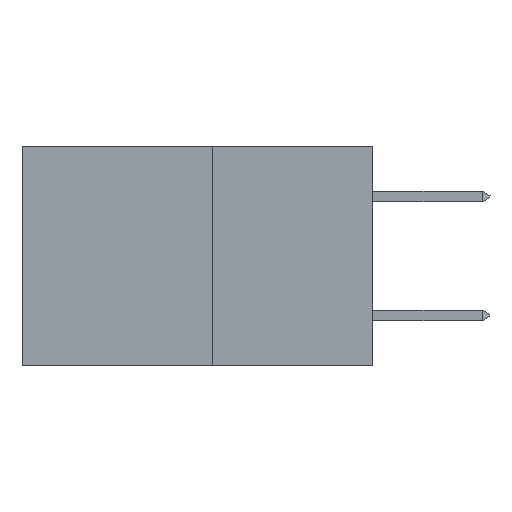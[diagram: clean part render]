
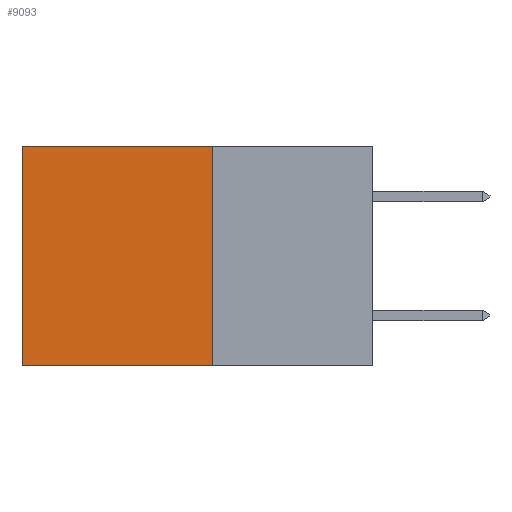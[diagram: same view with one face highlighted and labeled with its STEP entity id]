
A CAD part, left-side view. The second image highlights one B-rep face of the part: STEP entity #9093.
In plain terms, the highlighted planar face has unit normal (-1, 0, 0).
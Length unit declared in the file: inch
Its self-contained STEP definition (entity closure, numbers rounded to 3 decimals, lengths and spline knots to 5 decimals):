
#51 = EDGE_CURVE ( 'NONE', #81, #10854, #8586, .T. ) ;
#81 = VERTEX_POINT ( 'NONE', #6618 ) ;
#403 = CARTESIAN_POINT ( 'NONE',  ( 0.277, 0.59, -0.37 ) ) ;
#525 = DIRECTION ( 'NONE',  ( 0., 0., -1. ) ) ;
#568 = DIRECTION ( 'NONE',  ( 0., 0., -1. ) ) ;
#1627 = CARTESIAN_POINT ( 'NONE',  ( 0.277, 0.59, -0.37 ) ) ;
#2577 = EDGE_CURVE ( 'NONE', #7807, #9712, #11714, .T. ) ;
#2615 = DIRECTION ( 'NONE',  ( 0., 0., -1. ) ) ;
#2902 = DIRECTION ( 'NONE',  ( 0., 1., 0. ) ) ;
#2997 = CARTESIAN_POINT ( 'NONE',  ( 0.277, 0.27, 0. ) ) ;
#3629 = ORIENTED_EDGE ( 'NONE', *, *, #51, .T. ) ;
#3727 = ORIENTED_EDGE ( 'NONE', *, *, #9088, .F. ) ;
#3793 = ORIENTED_EDGE ( 'NONE', *, *, #2577, .F. ) ;
#3866 = ORIENTED_EDGE ( 'NONE', *, *, #5140, .T. ) ;
#4109 = VECTOR ( 'NONE', #9627, 39.37008 ) ;
#5040 = LINE ( 'NONE', #2997, #9512 ) ;
#5140 = EDGE_CURVE ( 'NONE', #7807, #81, #5040, .T. ) ;
#5175 = CARTESIAN_POINT ( 'NONE',  ( 0.277, 0.27, -0.37 ) ) ;
#6084 = DIRECTION ( 'NONE',  ( 1., 0., 0. ) ) ;
#6567 = CARTESIAN_POINT ( 'NONE',  ( 0.277, 0.27, -0.37 ) ) ;
#6589 = AXIS2_PLACEMENT_3D ( 'NONE', #5175, #6084, #525 ) ;
#6618 = CARTESIAN_POINT ( 'NONE',  ( 0.277, 0.59, 0. ) ) ;
#7807 = VERTEX_POINT ( 'NONE', #11437 ) ;
#7834 = CARTESIAN_POINT ( 'NONE',  ( 0.277, 0.27, -0.37 ) ) ;
#8308 = VECTOR ( 'NONE', #2615, 39.37008 ) ;
#8586 = LINE ( 'NONE', #1627, #8308 ) ;
#8609 = LINE ( 'NONE', #7834, #4109 ) ;
#9088 = EDGE_CURVE ( 'NONE', #9712, #10854, #8609, .T. ) ;
#9093 = ADVANCED_FACE ( 'NONE', ( #10694 ), #10526, .F. ) ;
#9380 = VECTOR ( 'NONE', #568, 39.37008 ) ;
#9512 = VECTOR ( 'NONE', #2902, 39.37008 ) ;
#9627 = DIRECTION ( 'NONE',  ( 0., 1., 0. ) ) ;
#9712 = VERTEX_POINT ( 'NONE', #10514 ) ;
#10052 = EDGE_LOOP ( 'NONE', ( #3629, #3727, #3793, #3866 ) ) ;
#10514 = CARTESIAN_POINT ( 'NONE',  ( 0.277, 0.27, -0.37 ) ) ;
#10526 = PLANE ( 'NONE',  #6589 ) ;
#10694 = FACE_OUTER_BOUND ( 'NONE', #10052, .T. ) ;
#10854 = VERTEX_POINT ( 'NONE', #403 ) ;
#11437 = CARTESIAN_POINT ( 'NONE',  ( 0.277, 0.27, 0. ) ) ;
#11714 = LINE ( 'NONE', #6567, #9380 ) ;
